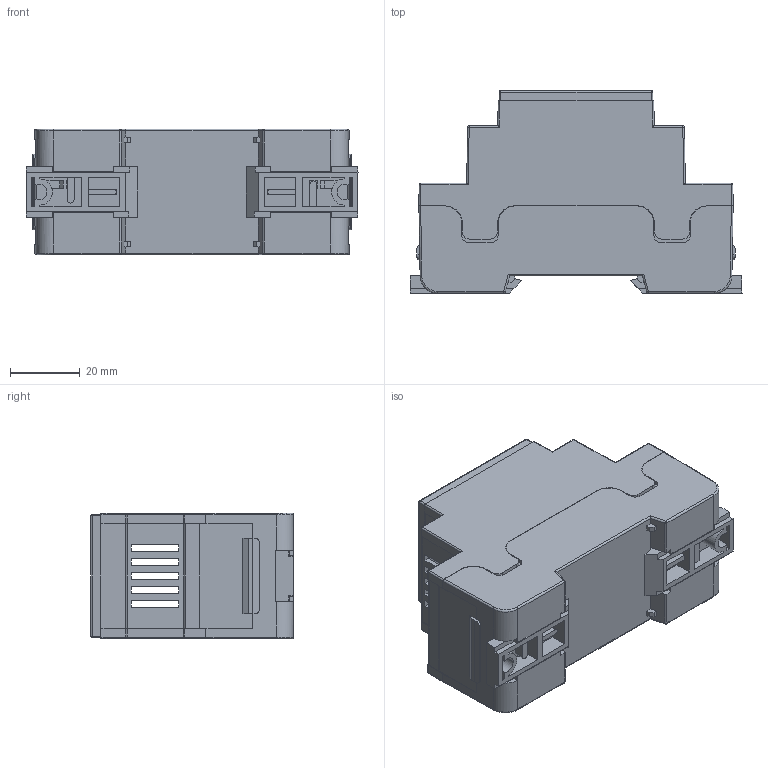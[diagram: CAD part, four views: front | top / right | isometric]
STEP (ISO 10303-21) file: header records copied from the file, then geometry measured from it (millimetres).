
FILE_DESCRIPTION (( 'STEP AP203' ), '1' );
FILE_NAME ('449-320-60.STEP', '2021-08-24T11:25:04', ( '' ), ( '' ), 'SwSTEP 2.0', 'SolidWorks 2018', '' );
FILE_SCHEMA (( 'CONFIG_CONTROL_DESIGN' ));
Length unit declared in the file: centimetre
Products named in the file (5): 044932061; 044932021; 044900300; 044900400_044900400; 449-320-60
Assembly tree (6 placements, depth 2):
  449-320-60
    044932061
    044932021
    044900300  x2
    044900400_044900400  x2
Bounding box: 95 x 58 x 36 mm (x, y, z)
Volume: 33084.6 mm3; surface area: 49138.1 mm2
Topology: 6 solids, 6 shells, 1106 faces, 3054 edges, 1968 vertices
Faces by surface type: plane 946, cylinder 134, sphere 16, cone 6, torus 4
Entity records: 28382 total; most frequent: CARTESIAN_POINT 5087, ORIENTED_EDGE 4890, DIRECTION 4419, EDGE_CURVE 2445, LINE 2159, VECTOR 2159, VERTEX_POINT 1582, AXIS2_PLACEMENT_3D 1130
